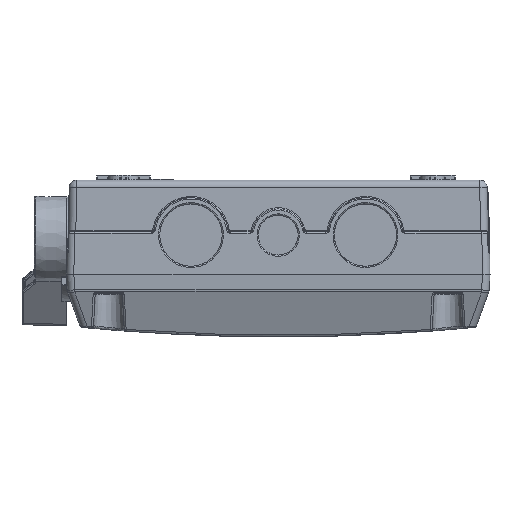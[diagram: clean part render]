
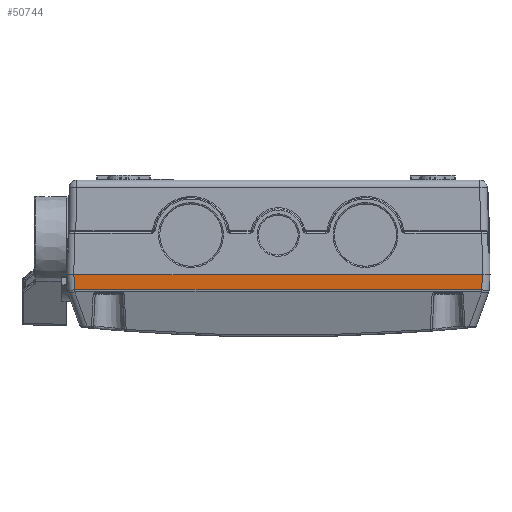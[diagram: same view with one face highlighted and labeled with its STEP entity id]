
A CAD part, front view. The second image highlights one B-rep face of the part: STEP entity #50744.
In plain terms, the highlighted planar face has unit normal (0, -0.998, -0.061).
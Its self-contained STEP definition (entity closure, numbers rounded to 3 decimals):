
#5347=CARTESIAN_POINT('',(4241.812,0.,
0.));
#5348=CARTESIAN_POINT('',(4241.833,0.,
0.));
#5349=CARTESIAN_POINT('',(4241.877,0.,
-0.001));
#5350=CARTESIAN_POINT('',(4241.92,0.,
0.));
#5351=CARTESIAN_POINT('',(4241.942,0.,
-0.001));
#5429=DIRECTION('',(-0.061,0.061,-0.996));
#5430=VECTOR('',#5429,153.974);
#5431=CARTESIAN_POINT('',(4241.942,0.,
-0.001));
#5432=LINE('',#5431,#5430);
#5433=DIRECTION('',(-0.061,-0.061,0.996));
#5434=VECTOR('',#5433,153.974);
#5435=CARTESIAN_POINT('',(85.441,9.383,-153.402));
#5436=LINE('',#5435,#5434);
#5749=DIRECTION('',(1.,0.,0.));
#5750=VECTOR('',#5749,4165.623);
#5751=CARTESIAN_POINT('',(76.188,0.,
0.));
#5752=LINE('',#5751,#5750);
#6188=CARTESIAN_POINT('',(76.058,0.,
-0.001));
#6189=CARTESIAN_POINT('',(76.08,0.,
0.));
#6190=CARTESIAN_POINT('',(76.123,0.,
-0.001));
#6191=CARTESIAN_POINT('',(76.167,0.,
0.));
#6192=CARTESIAN_POINT('',(76.188,0.,
0.));
#6218=CARTESIAN_POINT('',(76.058,0.,
-0.001));
#22356=DIRECTION('',(1.,0.,0.));
#22357=VECTOR('',#22356,4147.119);
#22358=CARTESIAN_POINT('',(85.441,9.383,
-153.402));
#22359=LINE('',#22358,#22357);
#37188=CARTESIAN_POINT('',(85.441,9.383,
-153.402));
#37189=VERTEX_POINT('',#37188);
#37196=CARTESIAN_POINT('',(4232.559,9.383,
-153.402));
#37197=VERTEX_POINT('',#37196);
#38664=CARTESIAN_POINT('',(76.188,0.,
0.));
#38665=CARTESIAN_POINT('',(4241.812,0.,
0.));
#38666=VERTEX_POINT('',#38664);
#38667=VERTEX_POINT('',#38665);
#38684=VERTEX_POINT('',#5351);
#38781=VERTEX_POINT('',#6218);
#50726=CARTESIAN_POINT('',(0.,0.,0.));
#50727=DIRECTION('',(0.,-0.998,-0.061));
#50728=DIRECTION('',(-1.,0.,0.));
#50729=AXIS2_PLACEMENT_3D('',#50726,#50727,#50728);
#50730=PLANE('',#50729);
#50732=ORIENTED_EDGE('',*,*,#50731,.T.);
#50733=ORIENTED_EDGE('',*,*,#50696,.T.);
#50735=ORIENTED_EDGE('',*,*,#50734,.T.);
#50737=ORIENTED_EDGE('',*,*,#50736,.F.);
#50739=ORIENTED_EDGE('',*,*,#50738,.T.);
#50741=ORIENTED_EDGE('',*,*,#50740,.T.);
#50742=EDGE_LOOP('',(#50732,#50733,#50735,#50737,#50739,#50741));
#50743=FACE_OUTER_BOUND('',#50742,.F.);
#5352=B_SPLINE_CURVE_WITH_KNOTS('',3,(#5347,#5348,#5349,#5350,#5351),
.UNSPECIFIED.,.F.,.F.,(4,1,4),(0.,0.5,1.),.UNSPECIFIED.);
#6193=B_SPLINE_CURVE_WITH_KNOTS('',3,(#6188,#6189,#6190,#6191,#6192),
.UNSPECIFIED.,.F.,.F.,(4,1,4),(0.,0.5,1.),.UNSPECIFIED.);
#50696=EDGE_CURVE('',#38667,#38684,#5352,.T.);
#50731=EDGE_CURVE('',#38666,#38667,#5752,.T.);
#50734=EDGE_CURVE('',#38684,#37197,#5432,.T.);
#50736=EDGE_CURVE('',#37189,#37197,#22359,.T.);
#50738=EDGE_CURVE('',#37189,#38781,#5436,.T.);
#50740=EDGE_CURVE('',#38781,#38666,#6193,.T.);
#50744=ADVANCED_FACE('',(#50743),#50730,.T.);
